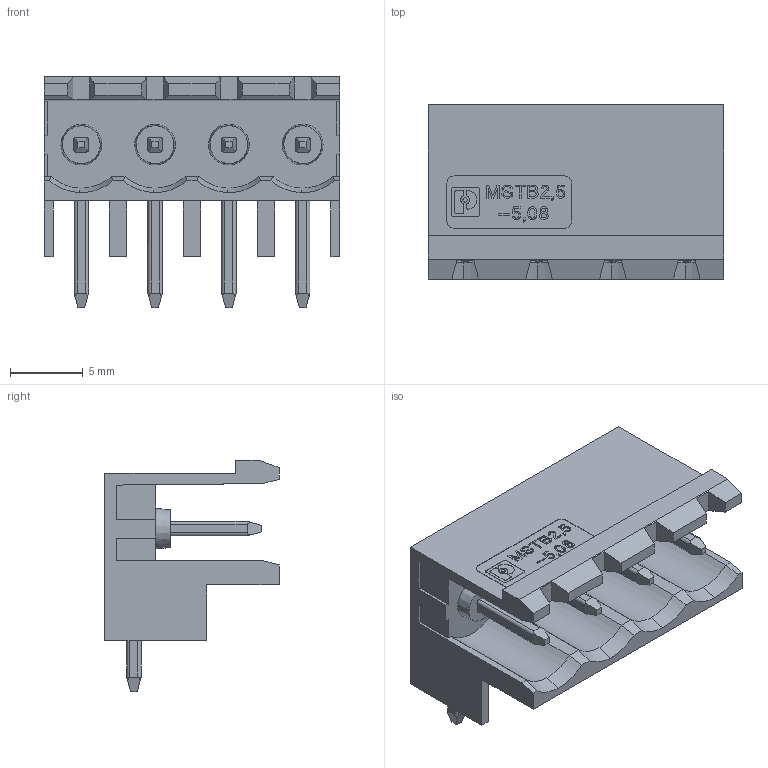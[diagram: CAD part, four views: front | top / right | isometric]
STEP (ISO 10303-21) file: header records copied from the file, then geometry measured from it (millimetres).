
FILE_DESCRIPTION(('STEP AP214'),'1');
FILE_NAME('cctmp_CBA1ECE1-1DD6-4C52-A638-0C1CD0DD2D71_2023_04_26_14_03_35_0562_9108..stp','2023-04-26T14:03:36',('PHOENIX CONTACT Deutschland GmbH'),('CADClick - www.CADClick.com'),'Spatial InterOp 3D',' ','unknown authorization');
FILE_SCHEMA(('AUTOMOTIVE_DESIGN'));
Length unit declared in the file: millimetre
Products named in the file (6): 2023_04_26_14_03_35_0296; 2023_04_26_14_03_35_0562; 2023_04_26_14_03_35_0546; 2023_04_26_14_03_35_0531; 2023_04_26_14_03_35_0515; 2023_04_26_14_03_35_0468
Assembly tree (5 placements, depth 2):
  2023_04_26_14_03_35_0296
    2023_04_26_14_03_35_0562
    2023_04_26_14_03_35_0546
    2023_04_26_14_03_35_0531
    2023_04_26_14_03_35_0515
    2023_04_26_14_03_35_0468
Bounding box: 20.32 x 12 x 15.92 mm (x, y, z)
Volume: 1039.1 mm3; surface area: 2009.7 mm2
Topology: 5 solids, 5 shells, 859 faces, 2445 edges, 1622 vertices
Faces by surface type: plane 692, cylinder 122, bspline 17, cone 16, torus 8, sphere 4
Entity records: 57476 total; most frequent: CARTESIAN_POINT 9003, ORIENTED_EDGE 4890, STYLED_ITEM 4710, PRESENTATION_STYLE_ASSIGNMENT 4710, COLOUR_RGB 4710, DIRECTION 4171, EDGE_CURVE 2445, CURVE_STYLE 2368
